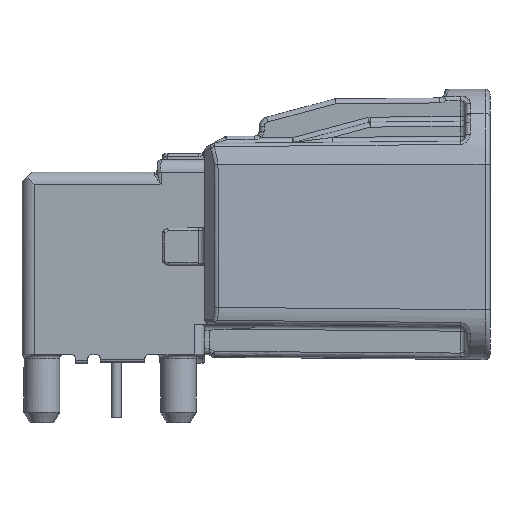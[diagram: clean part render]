
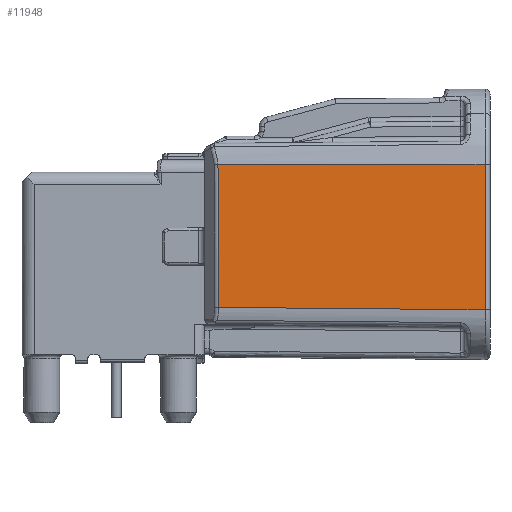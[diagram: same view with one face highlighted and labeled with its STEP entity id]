
A CAD part, left-side view. The second image highlights one B-rep face of the part: STEP entity #11948.
In plain terms, the highlighted planar face has unit normal (-1, 0, 0.004).
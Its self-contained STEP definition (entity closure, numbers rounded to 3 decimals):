
#193=PLANE('',#12991);
#1277=LINE('',#21630,#2283);
#1280=LINE('',#21860,#2286);
#1369=LINE('',#22539,#2375);
#1370=LINE('',#22540,#2376);
#2283=VECTOR('',#15137,1.);
#2286=VECTOR('',#15160,1.);
#2375=VECTOR('',#15325,1.);
#2376=VECTOR('',#15326,1.);
#3455=FACE_OUTER_BOUND('',#4183,.T.);
#4183=EDGE_LOOP('',(#9664,#9665,#9666,#9667,#9668));
#4799=CIRCLE('',#12945,0.035);
#5487=VERTEX_POINT('',#21623);
#5489=VERTEX_POINT('',#21629);
#5491=VERTEX_POINT('',#21660);
#5496=VERTEX_POINT('',#21822);
#5607=VERTEX_POINT('',#22538);
#6908=EDGE_CURVE('',#5489,#5487,#1277,.T.);
#6912=EDGE_CURVE('',#5491,#5489,#4799,.T.);
#6923=EDGE_CURVE('',#5496,#5487,#1280,.T.);
#7050=EDGE_CURVE('',#5607,#5496,#1369,.T.);
#7051=EDGE_CURVE('',#5607,#5491,#1370,.T.);
#9664=ORIENTED_EDGE('',*,*,#6908,.T.);
#9665=ORIENTED_EDGE('',*,*,#6923,.F.);
#9666=ORIENTED_EDGE('',*,*,#7050,.F.);
#9667=ORIENTED_EDGE('',*,*,#7051,.T.);
#9668=ORIENTED_EDGE('',*,*,#6912,.T.);
#11948=ADVANCED_FACE('',(#3455),#193,.T.);
#12945=AXIS2_PLACEMENT_3D('',#21661,#15141,#15142);
#12991=AXIS2_PLACEMENT_3D('',#22537,#15323,#15324);
#15137=DIRECTION('',(-0.004,-0.004,-1.));
#15141=DIRECTION('center_axis',(-1.,0.,
0.004));
#15142=DIRECTION('ref_axis',(0.004,0.,
1.));
#15160=DIRECTION('',(0.,1.,0.009));
#15323=DIRECTION('center_axis',(-1.,0.,0.004));
#15324=DIRECTION('ref_axis',(0.,1.,0.));
#15325=DIRECTION('',(-0.004,0.,-1.));
#15326=DIRECTION('',(0.,1.,0.));
#21623=CARTESIAN_POINT('',(-4.562,-4.125,2.204));
#21629=CARTESIAN_POINT('',(-4.537,-4.104,7.975));
#21630=CARTESIAN_POINT('',(-4.537,-4.104,7.975));
#21660=CARTESIAN_POINT('',(-4.537,-4.107,7.975));
#21661=CARTESIAN_POINT('Origin',(-4.537,-4.107,7.94));
#21822=CARTESIAN_POINT('',(-4.563,-14.86,2.111));
#21860=CARTESIAN_POINT('',(-4.563,-14.982,2.109));
#22537=CARTESIAN_POINT('Origin',(-4.524,-15.06,11.));
#22538=CARTESIAN_POINT('',(-4.537,-14.86,7.975));
#22539=CARTESIAN_POINT('',(-4.524,-14.86,11.));
#22540=CARTESIAN_POINT('',(-4.537,-15.06,7.975));
